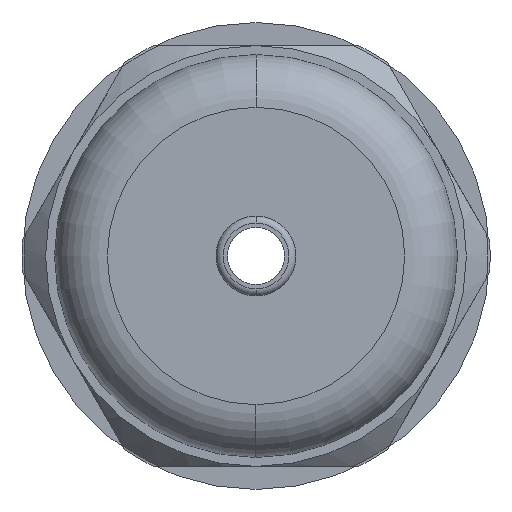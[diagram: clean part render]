
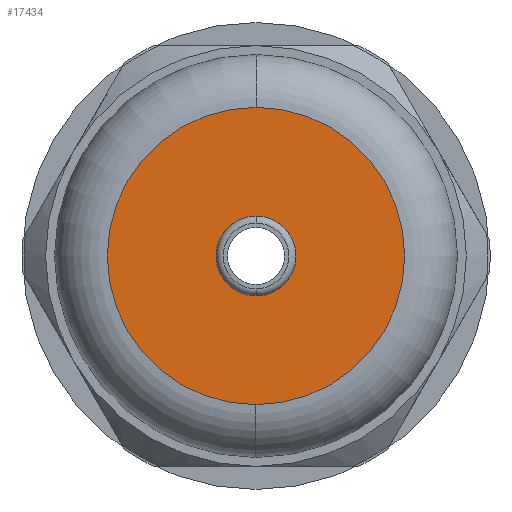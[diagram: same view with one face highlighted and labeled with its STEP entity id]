
A CAD part, left-side view. The second image highlights one B-rep face of the part: STEP entity #17434.
In plain terms, the highlighted planar face has unit normal (-1, 0, 0).
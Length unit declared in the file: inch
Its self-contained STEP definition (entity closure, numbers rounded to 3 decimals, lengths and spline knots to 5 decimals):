
#10 = CARTESIAN_POINT ( 'NONE',  ( -1.14, 0., -0.056 ) ) ;
#17 = CARTESIAN_POINT ( 'NONE',  ( -1.14, 0., 0.056 ) ) ;
#18 = CARTESIAN_POINT ( 'NONE',  ( -1.14, 0., -0.2085 ) ) ;
#24 = CARTESIAN_POINT ( 'NONE',  ( -1.14, 0., 0.2085 ) ) ;
#432 = VERTEX_POINT ( 'NONE', #24 ) ;
#438 = VERTEX_POINT ( 'NONE', #18 ) ;
#439 = VERTEX_POINT ( 'NONE', #17 ) ;
#446 = VERTEX_POINT ( 'NONE', #10 ) ;
#2494 = DIRECTION ( 'NONE',  ( 0., 0., 1. ) ) ;
#2495 = DIRECTION ( 'NONE',  ( -1., 0., 0. ) ) ;
#2497 = CARTESIAN_POINT ( 'NONE',  ( -1.14, 0., 0. ) ) ;
#2676 = DIRECTION ( 'NONE',  ( 0., 0., 1. ) ) ;
#2677 = DIRECTION ( 'NONE',  ( -1., 0., 0. ) ) ;
#2787 = CARTESIAN_POINT ( 'NONE',  ( -1.14, 0., 0. ) ) ;
#3444 = DIRECTION ( 'NONE',  ( 0., 0., -1. ) ) ;
#3445 = DIRECTION ( 'NONE',  ( 1., 0., 0. ) ) ;
#3446 = CARTESIAN_POINT ( 'NONE',  ( -1.14, 0., 0. ) ) ;
#3570 = DIRECTION ( 'NONE',  ( 0., 0., -1. ) ) ;
#3571 = DIRECTION ( 'NONE',  ( 1., 0., 0. ) ) ;
#3615 = CARTESIAN_POINT ( 'NONE',  ( -1.14, 0., 0. ) ) ;
#6009 = CIRCLE ( 'NONE', #21771, 0.2085 ) ;
#16240 = DIRECTION ( 'NONE',  ( 0., 0., 1. ) ) ;
#16241 = DIRECTION ( 'NONE',  ( -1., 0., 0. ) ) ;
#16243 = PLANE ( 'NONE',  #21376 ) ;
#16244 = CARTESIAN_POINT ( 'NONE',  ( -1.14, 0.2825, 0. ) ) ;
#17434 = ADVANCED_FACE ( 'NONE', ( #30236, #30145 ), #16243, .T. ) ;
#21376 = AXIS2_PLACEMENT_3D ( 'NONE', #16244, #16241, #16240 ) ;
#21476 = EDGE_CURVE ( 'NONE', #446, #439, #30214, .T. ) ;
#21504 = EDGE_CURVE ( 'NONE', #439, #446, #30311, .T. ) ;
#21562 = EDGE_CURVE ( 'NONE', #438, #432, #30385, .T. ) ;
#21603 = EDGE_CURVE ( 'NONE', #432, #438, #6009, .T. ) ;
#21710 = AXIS2_PLACEMENT_3D ( 'NONE', #3615, #3571, #3570 ) ;
#21739 = AXIS2_PLACEMENT_3D ( 'NONE', #3446, #3445, #3444 ) ;
#21770 = AXIS2_PLACEMENT_3D ( 'NONE', #2787, #2677, #2676 ) ;
#21771 = AXIS2_PLACEMENT_3D ( 'NONE', #2497, #2495, #2494 ) ;
#29879 = ORIENTED_EDGE ( 'NONE', *, *, #21562, .T. ) ;
#29895 = ORIENTED_EDGE ( 'NONE', *, *, #21603, .T. ) ;
#29899 = ORIENTED_EDGE ( 'NONE', *, *, #21476, .T. ) ;
#29906 = EDGE_LOOP ( 'NONE', ( #29899, #30066 ) ) ;
#29919 = EDGE_LOOP ( 'NONE', ( #29895, #29879 ) ) ;
#30066 = ORIENTED_EDGE ( 'NONE', *, *, #21504, .T. ) ;
#30145 = FACE_BOUND ( 'NONE', #29906, .T. ) ;
#30214 = CIRCLE ( 'NONE', #21710, 0.056 ) ;
#30236 = FACE_OUTER_BOUND ( 'NONE', #29919, .T. ) ;
#30311 = CIRCLE ( 'NONE', #21739, 0.056 ) ;
#30385 = CIRCLE ( 'NONE', #21770, 0.2085 ) ;
